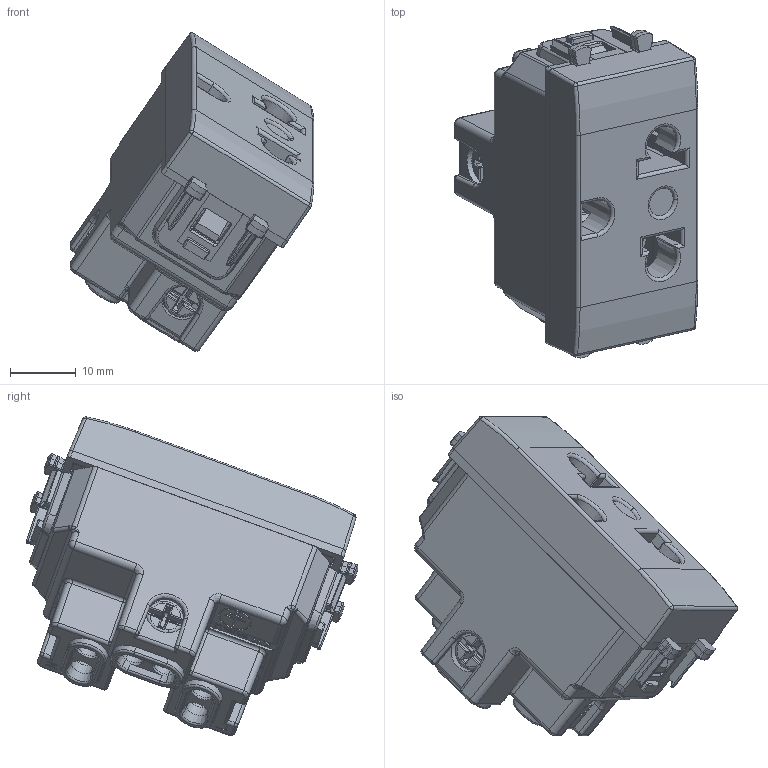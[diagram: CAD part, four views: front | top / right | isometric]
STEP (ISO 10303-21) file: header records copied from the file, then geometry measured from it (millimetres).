
FILE_DESCRIPTION(('CATIA V5 STEP Exchange'),'2;1');
FILE_NAME('441033TD.stp','2024-03-06T08:45:13+00:00',('none'),('none'),'CATIA Version 5-6 Release 2016 SP6','CATIA V5 STEP AP203','none');
FILE_SCHEMA(('CONFIG_CONTROL_DESIGN'));
Products named in the file (1): 441033TD
Assembly tree (11 placements, depth 2):
  441033TD
    #57
    #33904
    #61363  x2
    #72819
    #74955  x3
    #76894  x3
Bounding box: 37.16 x 50.64 x 48.56 mm (x, y, z)
Volume: 11792.8 mm3; surface area: 20760.7 mm2
Topology: 11 solids, 11 shells, 2702 faces, 7061 edges, 4345 vertices
Faces by surface type: plane 1559, cylinder 611, bspline 186, cone 151, sphere 97, torus 62, extrusion 32, revolution 4
Entity records: 77732 total; most frequent: CARTESIAN_POINT 30816, ORIENTED_EDGE 11188, DIRECTION 7040, EDGE_CURVE 5594, VERTEX_POINT 3499, VECTOR 3124, LINE 3108, AXIS2_PLACEMENT_3D 2332
